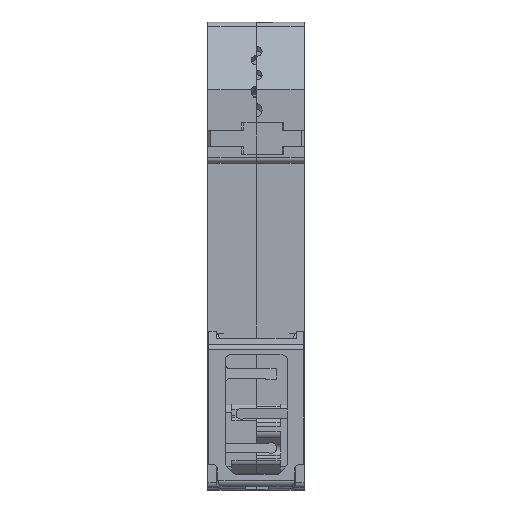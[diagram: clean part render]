
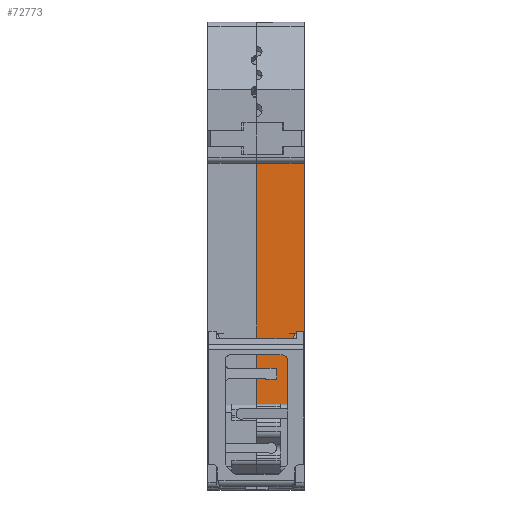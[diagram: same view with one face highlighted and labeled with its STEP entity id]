
A CAD part, top view. The second image highlights one B-rep face of the part: STEP entity #72773.
In plain terms, the highlighted face is planar.
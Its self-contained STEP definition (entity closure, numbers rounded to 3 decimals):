
#33480=DIRECTION('',(1.,0.,0.));
#33481=VECTOR('',#33480,2.7);
#33482=CARTESIAN_POINT('',(-31.5,-44.1,-1.));
#33483=LINE('',#33482,#33481);
#33487=DIRECTION('',(0.,0.,1.));
#33488=VECTOR('',#33487,5.7);
#33489=CARTESIAN_POINT('',(-28.8,-44.1,-1.));
#33490=LINE('',#33489,#33488);
#33494=DIRECTION('',(1.,0.,0.));
#33495=VECTOR('',#33494,46.5);
#33496=CARTESIAN_POINT('',(-28.8,-44.1,4.7));
#33497=LINE('',#33496,#33495);
#33501=DIRECTION('',(0.,0.,-1.));
#33502=VECTOR('',#33501,8.7);
#33503=CARTESIAN_POINT('',(17.7,-44.1,4.7));
#33504=LINE('',#33503,#33502);
#33508=DIRECTION('',(-1.,0.,0.));
#33509=VECTOR('',#33508,41.6);
#33510=CARTESIAN_POINT('',(17.7,-44.1,-4.));
#33511=LINE('',#33510,#33509);
#33515=DIRECTION('',(0.,0.,-1.));
#33516=VECTOR('',#33515,1.6);
#33517=CARTESIAN_POINT('',(-23.9,-44.1,-2.4));
#33518=LINE('',#33517,#33516);
#34091=DIRECTION('',(0.,0.,-1.));
#34092=VECTOR('',#34091,1.4);
#34093=CARTESIAN_POINT('',(-31.5,-44.1,-1.));
#34094=LINE('',#34093,#34092);
#34151=DIRECTION('',(1.,0.,0.));
#34152=VECTOR('',#34151,7.6);
#34153=CARTESIAN_POINT('',(-31.5,-44.1,-2.4));
#34154=LINE('',#34153,#34152);
#66059=CARTESIAN_POINT('',(-23.9,-44.1,-4.));
#66060=VERTEX_POINT('',#66059);
#66061=CARTESIAN_POINT('',(17.7,-44.1,-4.));
#66062=VERTEX_POINT('',#66061);
#66179=CARTESIAN_POINT('',(17.7,-44.1,4.7));
#66180=VERTEX_POINT('',#66179);
#66181=CARTESIAN_POINT('',(-28.8,-44.1,4.7));
#66182=VERTEX_POINT('',#66181);
#66255=CARTESIAN_POINT('',(-23.9,-44.1,-2.4));
#66256=VERTEX_POINT('',#66255);
#66257=CARTESIAN_POINT('',(-31.5,-44.1,-2.4));
#66258=VERTEX_POINT('',#66257);
#66259=CARTESIAN_POINT('',(-31.5,-44.1,-1.));
#66260=VERTEX_POINT('',#66259);
#66261=CARTESIAN_POINT('',(-28.8,-44.1,-1.));
#66262=VERTEX_POINT('',#66261);
#72753=CARTESIAN_POINT('',(-44.4,-44.1,0.));
#72754=DIRECTION('',(0.,-1.,0.));
#72755=DIRECTION('',(1.,0.,0.));
#72756=AXIS2_PLACEMENT_3D('',#72753,#72754,#72755);
#72757=PLANE('',#72756);
#72759=ORIENTED_EDGE('',*,*,#72758,.F.);
#72761=ORIENTED_EDGE('',*,*,#72760,.F.);
#72763=ORIENTED_EDGE('',*,*,#72762,.F.);
#72765=ORIENTED_EDGE('',*,*,#72764,.T.);
#72767=ORIENTED_EDGE('',*,*,#72766,.T.);
#72768=ORIENTED_EDGE('',*,*,#72659,.T.);
#72769=ORIENTED_EDGE('',*,*,#72745,.T.);
#72770=ORIENTED_EDGE('',*,*,#72471,.T.);
#72771=EDGE_LOOP('',(#72759,#72761,#72763,#72765,#72767,#72768,#72769,#72770));
#72772=FACE_OUTER_BOUND('',#72771,.F.);
#72471=EDGE_CURVE('',#66062,#66060,#33511,.T.);
#72659=EDGE_CURVE('',#66182,#66180,#33497,.T.);
#72745=EDGE_CURVE('',#66180,#66062,#33504,.T.);
#72758=EDGE_CURVE('',#66256,#66060,#33518,.T.);
#72760=EDGE_CURVE('',#66258,#66256,#34154,.T.);
#72762=EDGE_CURVE('',#66260,#66258,#34094,.T.);
#72764=EDGE_CURVE('',#66260,#66262,#33483,.T.);
#72766=EDGE_CURVE('',#66262,#66182,#33490,.T.);
#72773=ADVANCED_FACE('',(#72772),#72757,.T.);
